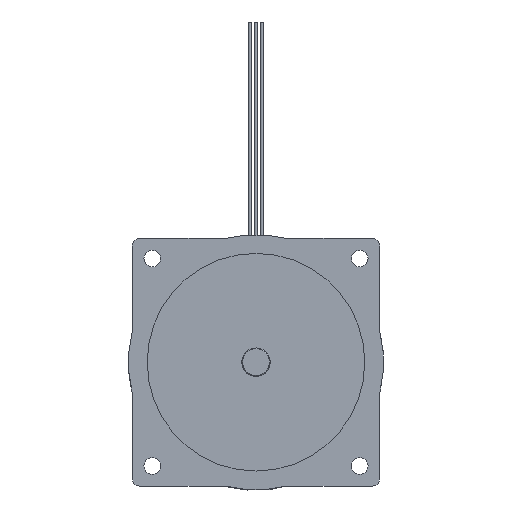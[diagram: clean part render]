
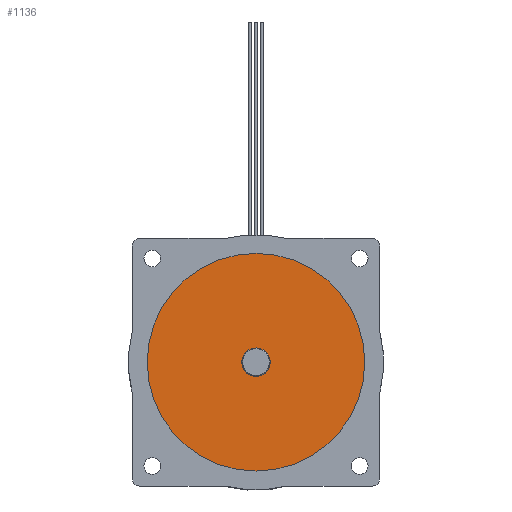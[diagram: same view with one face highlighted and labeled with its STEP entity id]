
A CAD part, top view. The second image highlights one B-rep face of the part: STEP entity #1136.
In plain terms, the highlighted planar face has unit normal (0, 0, 1).
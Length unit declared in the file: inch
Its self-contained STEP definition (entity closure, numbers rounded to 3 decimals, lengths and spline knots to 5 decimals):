
#432=CARTESIAN_POINT('',(0.1875,0.,3.8));
#433=VERTEX_POINT('',#432);
#434=CARTESIAN_POINT('',(0.0,0.0,3.8));
#435=DIRECTION('',(0.0,0.0,-1.0));
#436=DIRECTION('',(-1.0,0.0,0.0));
#437=AXIS2_PLACEMENT_3D('',#434,#435,#436);
#438=CIRCLE('',#437,0.1875);
#439=EDGE_CURVE('',#433,#433,#438,.T.);
#1102=CARTESIAN_POINT('',(1.4375,0.,3.8));
#1103=VERTEX_POINT('',#1102);
#1104=CARTESIAN_POINT('',(0.0,0.0,3.8));
#1105=DIRECTION('',(0.0,0.0,-1.0));
#1106=DIRECTION('',(-1.0,0.0,0.0));
#1107=AXIS2_PLACEMENT_3D('',#1104,#1105,#1106);
#1108=CIRCLE('',#1107,1.4375);
#1109=EDGE_CURVE('',#1103,#1103,#1108,.T.);
#1125=CARTESIAN_POINT('',(0.0,0.0,3.8));
#1126=DIRECTION('',(0.0,0.0,-1.0));
#1127=DIRECTION('',(-1.0,0.0,0.0));
#1128=AXIS2_PLACEMENT_3D('',#1125,#1126,#1127);
#1129=PLANE('',#1128);
#1130=ORIENTED_EDGE('',*,*,#1109,.F.);
#1131=EDGE_LOOP('',(#1130));
#1132=FACE_OUTER_BOUND('',#1131,.T.);
#1133=ORIENTED_EDGE('',*,*,#439,.T.);
#1134=EDGE_LOOP('',(#1133));
#1135=FACE_BOUND('',#1134,.T.);
#1136=ADVANCED_FACE('',(#1132,#1135),#1129,.F.);
